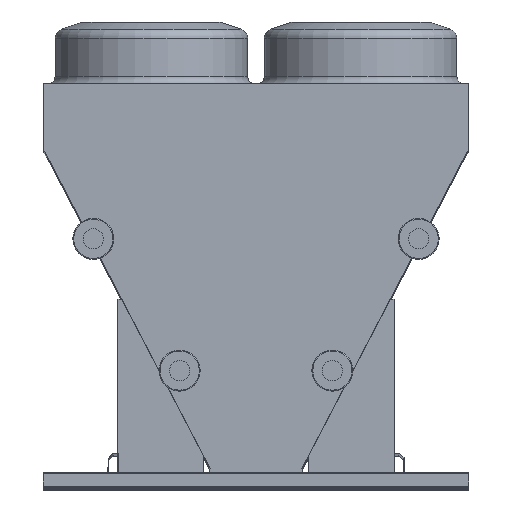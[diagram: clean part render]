
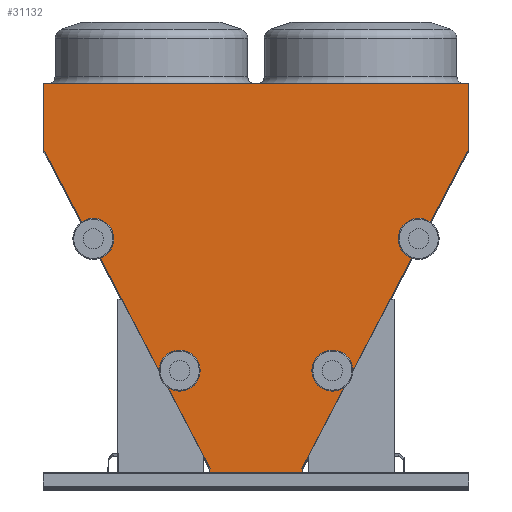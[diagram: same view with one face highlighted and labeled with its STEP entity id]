
A CAD part, top view. The second image highlights one B-rep face of the part: STEP entity #31132.
In plain terms, the highlighted planar face has unit normal (0, 0, 1).
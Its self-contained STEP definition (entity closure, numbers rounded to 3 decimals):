
#74 = DIRECTION ( 'NONE',  ( 0., -1., 0. ) ) ;
#107 = VERTEX_POINT ( 'NONE', #12895 ) ;
#130 = CARTESIAN_POINT ( 'NONE',  ( -1136.282, 1727.462, 0. ) ) ;
#193 = VECTOR ( 'NONE', #10954, 1000. ) ;
#199 = DIRECTION ( 'NONE',  ( -1., 0., 0. ) ) ;
#213 = VECTOR ( 'NONE', #27306, 1000. ) ;
#960 = LINE ( 'NONE', #12467, #24167 ) ;
#1019 = VECTOR ( 'NONE', #30784, 1000. ) ;
#1155 = EDGE_CURVE ( 'NONE', #6502, #5849, #30766, .T. ) ;
#1838 = DIRECTION ( 'NONE',  ( -0.461, -0.887, 0. ) ) ;
#3395 = CARTESIAN_POINT ( 'NONE',  ( 246.893, 17.358, 0. ) ) ;
#3433 = ORIENTED_EDGE ( 'NONE', *, *, #19131, .T. ) ;
#3543 = DIRECTION ( 'NONE',  ( -1., 0., 0. ) ) ;
#4104 = LINE ( 'NONE', #17431, #28161 ) ;
#4216 = CARTESIAN_POINT ( 'NONE',  ( 246.893, 17.358, 0. ) ) ;
#4246 = VERTEX_POINT ( 'NONE', #14199 ) ;
#4548 = CARTESIAN_POINT ( 'NONE',  ( -279.893, 0., 0. ) ) ;
#5022 = EDGE_CURVE ( 'NONE', #12772, #4246, #10625, .T. ) ;
#5233 = VERTEX_POINT ( 'NONE', #4548 ) ;
#5249 = ORIENTED_EDGE ( 'NONE', *, *, #21309, .T. ) ;
#5252 = CARTESIAN_POINT ( 'NONE',  ( -246.893, 17.358, 0. ) ) ;
#5286 = VECTOR ( 'NONE', #37051, 1000. ) ;
#5640 = CARTESIAN_POINT ( 'NONE',  ( -245.403, 20.223, 0. ) ) ;
#5655 = LINE ( 'NONE', #27918, #20809 ) ;
#5849 = VERTEX_POINT ( 'NONE', #16678 ) ;
#6187 = ORIENTED_EDGE ( 'NONE', *, *, #27539, .T. ) ;
#6196 = EDGE_CURVE ( 'NONE', #20995, #6502, #960, .T. ) ;
#6331 = ORIENTED_EDGE ( 'NONE', *, *, #5022, .T. ) ;
#6425 = CARTESIAN_POINT ( 'NONE',  ( -246.893, 1.482, 0. ) ) ;
#6502 = VERTEX_POINT ( 'NONE', #25983 ) ;
#6827 = ORIENTED_EDGE ( 'NONE', *, *, #1155, .T. ) ;
#6950 = ORIENTED_EDGE ( 'NONE', *, *, #11337, .T. ) ;
#7060 = VERTEX_POINT ( 'NONE', #35516 ) ;
#7304 = DIRECTION ( 'NONE',  ( -0.463, 0.886, 0. ) ) ;
#7425 = EDGE_CURVE ( 'NONE', #7060, #20995, #24550, .T. ) ;
#7706 = VECTOR ( 'NONE', #18341, 1000. ) ;
#7875 = CARTESIAN_POINT ( 'NONE',  ( -246.893, 17.358, 0. ) ) ;
#8354 = LINE ( 'NONE', #28919, #193 ) ;
#8371 = LINE ( 'NONE', #29920, #213 ) ;
#8880 = CARTESIAN_POINT ( 'NONE',  ( -1126.246, 1711.83, 0. ) ) ;
#9308 = CARTESIAN_POINT ( 'NONE',  ( -279.893, 1.482, 0. ) ) ;
#9418 = EDGE_CURVE ( 'NONE', #11891, #24926, #23682, .T. ) ;
#9554 = CARTESIAN_POINT ( 'NONE',  ( -1127.739, 1711.053, 0. ) ) ;
#10167 = EDGE_CURVE ( 'NONE', #32879, #32919, #29211, .T. ) ;
#10455 = VERTEX_POINT ( 'NONE', #28938 ) ;
#10625 = LINE ( 'NONE', #30542, #33672 ) ;
#10954 = DIRECTION ( 'NONE',  ( 0., -1., 0. ) ) ;
#11019 = ORIENTED_EDGE ( 'NONE', *, *, #13985, .T. ) ;
#11337 = EDGE_CURVE ( 'NONE', #24926, #33492, #23534, .T. ) ;
#11753 = VECTOR ( 'NONE', #34149, 1000. ) ;
#11772 = DIRECTION ( 'NONE',  ( 0.462, -0.887, 0. ) ) ;
#11891 = VERTEX_POINT ( 'NONE', #22270 ) ;
#12293 = EDGE_CURVE ( 'NONE', #37173, #32879, #8371, .T. ) ;
#12467 = CARTESIAN_POINT ( 'NONE',  ( -1136.282, 2083.62, 0. ) ) ;
#12615 = ORIENTED_EDGE ( 'NONE', *, *, #26867, .T. ) ;
#12772 = VERTEX_POINT ( 'NONE', #18376 ) ;
#12895 = CARTESIAN_POINT ( 'NONE',  ( 279.893, 0., 0. ) ) ;
#12976 = VECTOR ( 'NONE', #199, 1000. ) ;
#13802 = LINE ( 'NONE', #13975, #20871 ) ;
#13975 = CARTESIAN_POINT ( 'NONE',  ( -1127.739, 1711.053, 0. ) ) ;
#13985 = EDGE_CURVE ( 'NONE', #33492, #20855, #38881, .T. ) ;
#14199 = CARTESIAN_POINT ( 'NONE',  ( 1126.218, 1711.776, 0. ) ) ;
#14302 = CARTESIAN_POINT ( 'NONE',  ( 279.893, 1.482, 0. ) ) ;
#14585 = ORIENTED_EDGE ( 'NONE', *, *, #20974, .T. ) ;
#14690 = ORIENTED_EDGE ( 'NONE', *, *, #23032, .T. ) ;
#14703 = VECTOR ( 'NONE', #7304, 1000. ) ;
#15532 = ORIENTED_EDGE ( 'NONE', *, *, #25665, .T. ) ;
#16114 = CARTESIAN_POINT ( 'NONE',  ( 1127.607, 1711.053, 0. ) ) ;
#16597 = VECTOR ( 'NONE', #1838, 1000. ) ;
#16678 = CARTESIAN_POINT ( 'NONE',  ( -1136.282, 1727.462, 0. ) ) ;
#17431 = CARTESIAN_POINT ( 'NONE',  ( 279.893, 0., 0. ) ) ;
#17519 = ORIENTED_EDGE ( 'NONE', *, *, #10167, .T. ) ;
#17821 = CARTESIAN_POINT ( 'NONE',  ( 1136.15, 2083.62, 0. ) ) ;
#17915 = CARTESIAN_POINT ( 'NONE',  ( 246.893, 1.482, 0. ) ) ;
#18341 = DIRECTION ( 'NONE',  ( 0., -1., 0. ) ) ;
#18376 = CARTESIAN_POINT ( 'NONE',  ( 245.39, 20.232, 0. ) ) ;
#18606 = EDGE_CURVE ( 'NONE', #32919, #12772, #30677, .T. ) ;
#18735 = CARTESIAN_POINT ( 'NONE',  ( -1127.739, 1711.053, 0. ) ) ;
#18782 = VECTOR ( 'NONE', #11772, 1000. ) ;
#18937 = VERTEX_POINT ( 'NONE', #8880 ) ;
#19131 = EDGE_CURVE ( 'NONE', #4246, #10455, #5655, .T. ) ;
#19458 = DIRECTION ( 'NONE',  ( 0., 1., 0. ) ) ;
#20080 = CARTESIAN_POINT ( 'NONE',  ( -279.893, 1.482, 0. ) ) ;
#20809 = VECTOR ( 'NONE', #30937, 1000. ) ;
#20855 = VERTEX_POINT ( 'NONE', #20080 ) ;
#20871 = VECTOR ( 'NONE', #35004, 1000. ) ;
#20974 = EDGE_CURVE ( 'NONE', #18937, #11891, #26732, .T. ) ;
#20995 = VERTEX_POINT ( 'NONE', #17821 ) ;
#21309 = EDGE_CURVE ( 'NONE', #20855, #5233, #8354, .T. ) ;
#21709 = DIRECTION ( 'NONE',  ( 0., 0., -1. ) ) ;
#22217 = VERTEX_POINT ( 'NONE', #9554 ) ;
#22270 = CARTESIAN_POINT ( 'NONE',  ( -245.403, 20.223, 0. ) ) ;
#22477 = ORIENTED_EDGE ( 'NONE', *, *, #6196, .T. ) ;
#23032 = EDGE_CURVE ( 'NONE', #10455, #7060, #35752, .T. ) ;
#23255 = EDGE_CURVE ( 'NONE', #107, #37173, #4104, .T. ) ;
#23534 = LINE ( 'NONE', #36293, #38620 ) ;
#23619 = VECTOR ( 'NONE', #19458, 1000. ) ;
#23682 = LINE ( 'NONE', #7875, #16597 ) ;
#24167 = VECTOR ( 'NONE', #24427, 1000. ) ;
#24427 = DIRECTION ( 'NONE',  ( -1., 0., 0. ) ) ;
#24542 = DIRECTION ( 'NONE',  ( 0., 1., 0. ) ) ;
#24550 = LINE ( 'NONE', #34418, #23619 ) ;
#24926 = VERTEX_POINT ( 'NONE', #5252 ) ;
#25075 = AXIS2_PLACEMENT_3D ( 'NONE', #33613, #21709, #3543 ) ;
#25552 = ORIENTED_EDGE ( 'NONE', *, *, #9418, .T. ) ;
#25665 = EDGE_CURVE ( 'NONE', #5849, #22217, #33157, .T. ) ;
#25983 = CARTESIAN_POINT ( 'NONE',  ( -1136.282, 2083.62, 0. ) ) ;
#26732 = LINE ( 'NONE', #5640, #18782 ) ;
#26867 = EDGE_CURVE ( 'NONE', #5233, #107, #37410, .T. ) ;
#27306 = DIRECTION ( 'NONE',  ( -1., 0., 0. ) ) ;
#27539 = EDGE_CURVE ( 'NONE', #22217, #18937, #13802, .T. ) ;
#27641 = DIRECTION ( 'NONE',  ( 0.462, 0.887, 0. ) ) ;
#27918 = CARTESIAN_POINT ( 'NONE',  ( 1127.607, 1711.053, 0. ) ) ;
#28161 = VECTOR ( 'NONE', #38500, 1000. ) ;
#28919 = CARTESIAN_POINT ( 'NONE',  ( -279.893, 0., 0. ) ) ;
#28938 = CARTESIAN_POINT ( 'NONE',  ( 1127.607, 1711.053, 0. ) ) ;
#29211 = LINE ( 'NONE', #3395, #31114 ) ;
#29920 = CARTESIAN_POINT ( 'NONE',  ( 279.893, 1.482, 0. ) ) ;
#30542 = CARTESIAN_POINT ( 'NONE',  ( 245.39, 20.232, 0. ) ) ;
#30677 = LINE ( 'NONE', #4216, #14703 ) ;
#30766 = LINE ( 'NONE', #130, #7706 ) ;
#30784 = DIRECTION ( 'NONE',  ( 0.462, -0.887, 0. ) ) ;
#30937 = DIRECTION ( 'NONE',  ( 0.887, -0.462, 0. ) ) ;
#31008 = ORIENTED_EDGE ( 'NONE', *, *, #7425, .T. ) ;
#31114 = VECTOR ( 'NONE', #24542, 1000. ) ;
#31132 = ADVANCED_FACE ( 'NONE', ( #36404 ), #36670, .F. ) ;
#31204 = EDGE_LOOP ( 'NONE', ( #6827, #15532, #6187, #14585, #25552, #6950, #11019, #5249, #12615, #36647, #33837, #17519, #35959, #6331, #3433, #14690, #31008, #22477 ) ) ;
#32879 = VERTEX_POINT ( 'NONE', #17915 ) ;
#32919 = VERTEX_POINT ( 'NONE', #33131 ) ;
#33131 = CARTESIAN_POINT ( 'NONE',  ( 246.893, 17.358, 0. ) ) ;
#33157 = LINE ( 'NONE', #18735, #1019 ) ;
#33492 = VERTEX_POINT ( 'NONE', #6425 ) ;
#33613 = CARTESIAN_POINT ( 'NONE',  ( 0., 0., 0. ) ) ;
#33672 = VECTOR ( 'NONE', #27641, 1000. ) ;
#33837 = ORIENTED_EDGE ( 'NONE', *, *, #12293, .T. ) ;
#33984 = CARTESIAN_POINT ( 'NONE',  ( 279.893, 0., 0. ) ) ;
#34149 = DIRECTION ( 'NONE',  ( 0.462, 0.887, 0. ) ) ;
#34418 = CARTESIAN_POINT ( 'NONE',  ( 1136.15, 2083.62, 0. ) ) ;
#35004 = DIRECTION ( 'NONE',  ( 0.887, 0.462, 0. ) ) ;
#35516 = CARTESIAN_POINT ( 'NONE',  ( 1136.15, 1727.462, 0. ) ) ;
#35752 = LINE ( 'NONE', #16114, #11753 ) ;
#35959 = ORIENTED_EDGE ( 'NONE', *, *, #18606, .T. ) ;
#36293 = CARTESIAN_POINT ( 'NONE',  ( -246.893, 17.358, 0. ) ) ;
#36404 = FACE_OUTER_BOUND ( 'NONE', #31204, .T. ) ;
#36647 = ORIENTED_EDGE ( 'NONE', *, *, #23255, .T. ) ;
#36670 = PLANE ( 'NONE',  #25075 ) ;
#37051 = DIRECTION ( 'NONE',  ( 1., 0., 0. ) ) ;
#37173 = VERTEX_POINT ( 'NONE', #14302 ) ;
#37410 = LINE ( 'NONE', #33984, #5286 ) ;
#38500 = DIRECTION ( 'NONE',  ( 0., 1., 0. ) ) ;
#38620 = VECTOR ( 'NONE', #74, 1000. ) ;
#38881 = LINE ( 'NONE', #9308, #12976 ) ;
